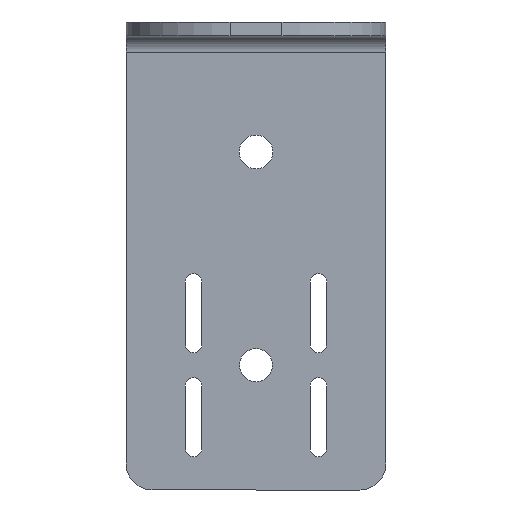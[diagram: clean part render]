
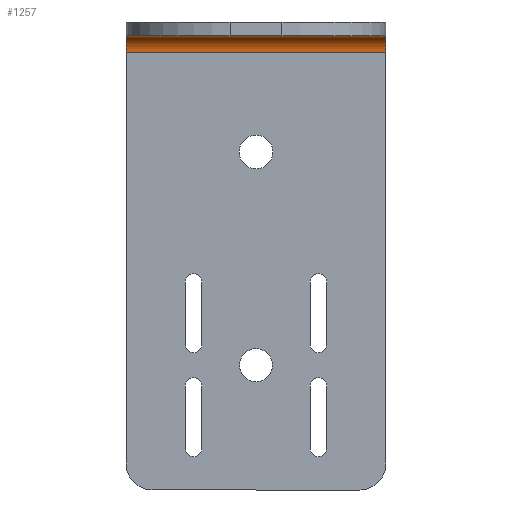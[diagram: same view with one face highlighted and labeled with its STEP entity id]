
A CAD part, front view. The second image highlights one B-rep face of the part: STEP entity #1257.
In plain terms, the highlighted cylindrical face has radius 3.175 mm (diameter 6.35 mm), a partial arc.
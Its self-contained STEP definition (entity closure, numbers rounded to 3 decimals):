
#31 = ORIENTED_EDGE ( 'NONE', *, *, #318, .T. ) ;
#53 = DIRECTION ( 'NONE',  ( 0., 0., 1. ) ) ;
#78 = CYLINDRICAL_SURFACE ( 'NONE', #2314, 3.175 ) ;
#99 = EDGE_CURVE ( 'NONE', #2261, #679, #1611, .T. ) ;
#201 = CARTESIAN_POINT ( 'NONE',  ( -25., -2.657, 87.343 ) ) ;
#218 = DIRECTION ( 'NONE',  ( -1., 0., 0. ) ) ;
#292 = CARTESIAN_POINT ( 'NONE',  ( -25., -2.657, 84.168 ) ) ;
#318 = EDGE_CURVE ( 'NONE', #679, #536, #2117, .T. ) ;
#367 = CARTESIAN_POINT ( 'NONE',  ( -25., 0.518, 84.168 ) ) ;
#383 = EDGE_CURVE ( 'NONE', #777, #2261, #1234, .T. ) ;
#536 = VERTEX_POINT ( 'NONE', #201 ) ;
#574 = AXIS2_PLACEMENT_3D ( 'NONE', #2220, #1886, #53 ) ;
#576 = CARTESIAN_POINT ( 'NONE',  ( -25., -2.657, 84.168 ) ) ;
#679 = VERTEX_POINT ( 'NONE', #2104 ) ;
#777 = VERTEX_POINT ( 'NONE', #1982 ) ;
#845 = VECTOR ( 'NONE', #2152, 1000. ) ;
#850 = FACE_OUTER_BOUND ( 'NONE', #1305, .T. ) ;
#1181 = CARTESIAN_POINT ( 'NONE',  ( 25., -2.657, 87.343 ) ) ;
#1192 = DIRECTION ( 'NONE',  ( -1., 0., 0. ) ) ;
#1234 = LINE ( 'NONE', #367, #845 ) ;
#1257 = ADVANCED_FACE ( 'NONE', ( #850 ), #78, .F. ) ;
#1274 = AXIS2_PLACEMENT_3D ( 'NONE', #576, #218, #1294 ) ;
#1294 = DIRECTION ( 'NONE',  ( 0., 0., 1. ) ) ;
#1305 = EDGE_LOOP ( 'NONE', ( #1807, #1724, #31, #2271 ) ) ;
#1386 = DIRECTION ( 'NONE',  ( 0., 0., 1. ) ) ;
#1589 = EDGE_CURVE ( 'NONE', #536, #777, #1667, .T. ) ;
#1611 = CIRCLE ( 'NONE', #574, 3.175 ) ;
#1667 = CIRCLE ( 'NONE', #1274, 3.175 ) ;
#1724 = ORIENTED_EDGE ( 'NONE', *, *, #99, .T. ) ;
#1799 = VECTOR ( 'NONE', #2281, 1000. ) ;
#1807 = ORIENTED_EDGE ( 'NONE', *, *, #383, .T. ) ;
#1886 = DIRECTION ( 'NONE',  ( 1., 0., 0. ) ) ;
#1982 = CARTESIAN_POINT ( 'NONE',  ( -25., 0.518, 84.168 ) ) ;
#2104 = CARTESIAN_POINT ( 'NONE',  ( 25., -2.657, 87.343 ) ) ;
#2117 = LINE ( 'NONE', #1181, #1799 ) ;
#2152 = DIRECTION ( 'NONE',  ( 1., 0., 0. ) ) ;
#2220 = CARTESIAN_POINT ( 'NONE',  ( 25., -2.657, 84.168 ) ) ;
#2256 = CARTESIAN_POINT ( 'NONE',  ( 25., 0.518, 84.168 ) ) ;
#2261 = VERTEX_POINT ( 'NONE', #2256 ) ;
#2271 = ORIENTED_EDGE ( 'NONE', *, *, #1589, .T. ) ;
#2281 = DIRECTION ( 'NONE',  ( -1., 0., 0. ) ) ;
#2314 = AXIS2_PLACEMENT_3D ( 'NONE', #292, #1192, #1386 ) ;
